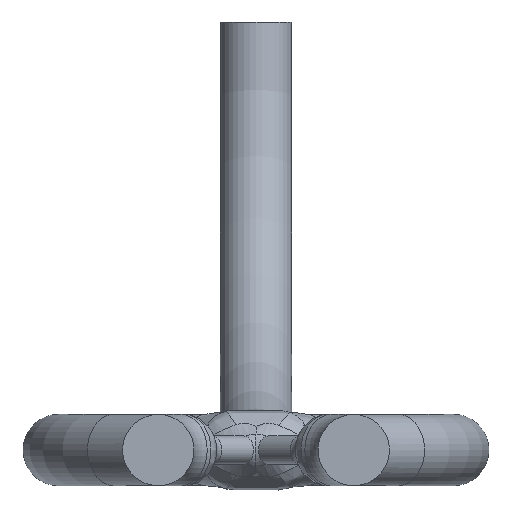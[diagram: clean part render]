
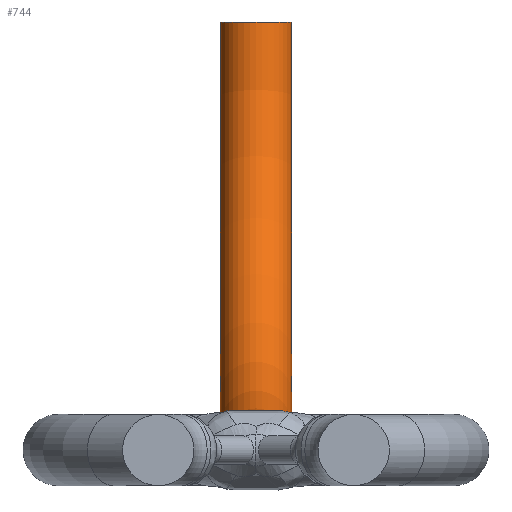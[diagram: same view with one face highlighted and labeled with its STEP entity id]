
A CAD part, left-side view. The second image highlights one B-rep face of the part: STEP entity #744.
In plain terms, the highlighted toroidal (fillet/blend) face has major radius 30 mm and minor radius 2.5 mm.
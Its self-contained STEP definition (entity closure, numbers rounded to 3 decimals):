
#125=FACE_OUTER_BOUND('',#168,.T.);
#168=EDGE_LOOP('',(#485,#486,#487,#488,#489));
#211=CIRCLE('',#803,2.5);
#212=CIRCLE('',#804,2.5);
#213=CIRCLE('',#805,27.5);
#214=CIRCLE('',#806,2.5);
#278=VERTEX_POINT('',#1117);
#279=VERTEX_POINT('',#1118);
#280=VERTEX_POINT('',#1121);
#360=EDGE_CURVE('',#278,#279,#211,.T.);
#361=EDGE_CURVE('',#279,#278,#212,.T.);
#362=EDGE_CURVE('',#278,#280,#213,.T.);
#363=EDGE_CURVE('',#280,#280,#214,.T.);
#485=ORIENTED_EDGE('',*,*,#360,.T.);
#486=ORIENTED_EDGE('',*,*,#361,.T.);
#487=ORIENTED_EDGE('',*,*,#362,.T.);
#488=ORIENTED_EDGE('',*,*,#363,.F.);
#489=ORIENTED_EDGE('',*,*,#362,.F.);
#735=TOROIDAL_SURFACE('',#802,30.,2.5);
#744=ADVANCED_FACE('',(#125),#735,.T.);
#802=AXIS2_PLACEMENT_3D('',#1116,#904,#905);
#803=AXIS2_PLACEMENT_3D('',#1119,#906,#907);
#804=AXIS2_PLACEMENT_3D('',#1120,#908,#909);
#805=AXIS2_PLACEMENT_3D('',#1122,#910,#911);
#806=AXIS2_PLACEMENT_3D('',#1123,#912,#913);
#904=DIRECTION('center_axis',(0.,1.,0.));
#905=DIRECTION('ref_axis',(0.,0.,1.));
#906=DIRECTION('center_axis',(1.,0.,0.));
#907=DIRECTION('ref_axis',(0.,-1.,0.));
#908=DIRECTION('center_axis',(1.,0.,0.));
#909=DIRECTION('ref_axis',(0.,-1.,0.));
#910=DIRECTION('center_axis',(0.,-1.,0.));
#911=DIRECTION('ref_axis',(0.,0.,1.));
#912=DIRECTION('center_axis',(0.,0.,1.));
#913=DIRECTION('ref_axis',(1.,0.,0.));
#1116=CARTESIAN_POINT('Origin',(15.,-10.,20.));
#1117=CARTESIAN_POINT('',(15.,-10.,-7.5));
#1118=CARTESIAN_POINT('',(15.,-7.5,-10.));
#1119=CARTESIAN_POINT('Origin',(15.,-10.,-10.));
#1120=CARTESIAN_POINT('Origin',(15.,-10.,-10.));
#1121=CARTESIAN_POINT('',(42.5,-10.,20.));
#1122=CARTESIAN_POINT('Origin',(15.,-10.,20.));
#1123=CARTESIAN_POINT('Origin',(45.,-10.,20.));
